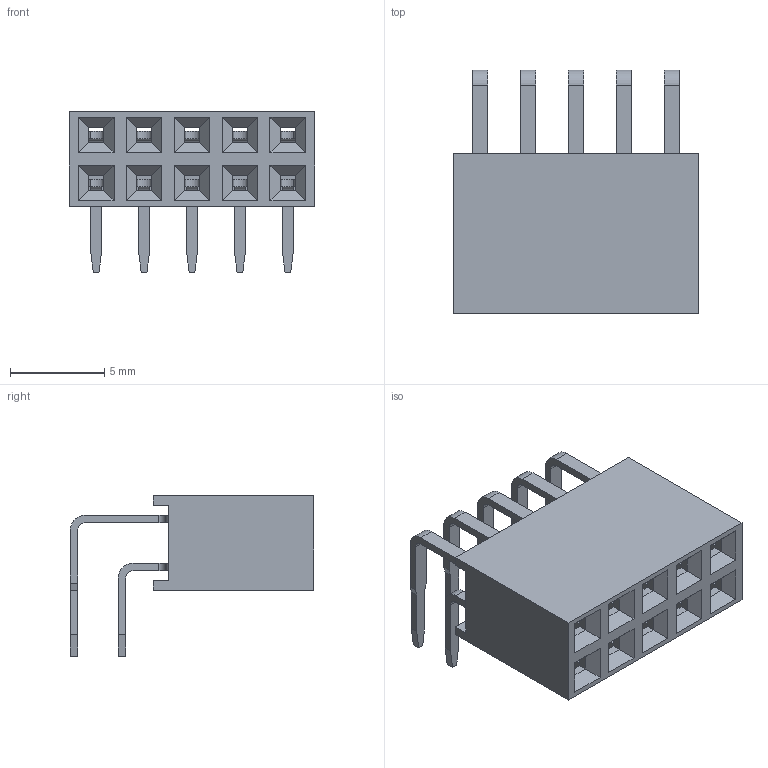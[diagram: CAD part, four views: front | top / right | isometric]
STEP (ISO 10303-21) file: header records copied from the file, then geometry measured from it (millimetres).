
FILE_DESCRIPTION(('STEP AP214'), '1');
FILE_NAME('DS1024-2x5RF1', '2017-07-15T12:21:36', ('Nobody'), (''), 'ASCON STEP Converter 1.3', 'ASCON Math Kernel', '');
FILE_SCHEMA(('AUTOMOTIVE_DESIGN { 1 0 10303 214 3 1 1}'));
Length unit declared in the file: millimetre
Assembly tree (6 placements, depth 2):
  (unnamed)
    (unnamed)
    (unnamed)  x5
Bounding box: 13 x 12.9 x 8.5 mm (x, y, z)
Volume: 424.4 mm3; surface area: 1378 mm2
Topology: 11 solids, 11 shells, 540 faces, 1544 edges, 1016 vertices
Faces by surface type: plane 410, cylinder 130
Entity records: 11074 total; most frequent: CARTESIAN_POINT 1555, ORIENTED_EDGE 1552, DIRECTION 1378, EDGE_CURVE 776, LINE 724, VECTOR 724, VERTEX_POINT 504, AXIS2_PLACEMENT_3D 327
